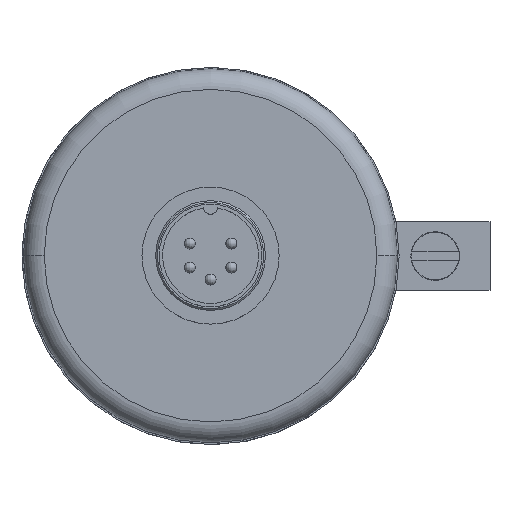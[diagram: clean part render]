
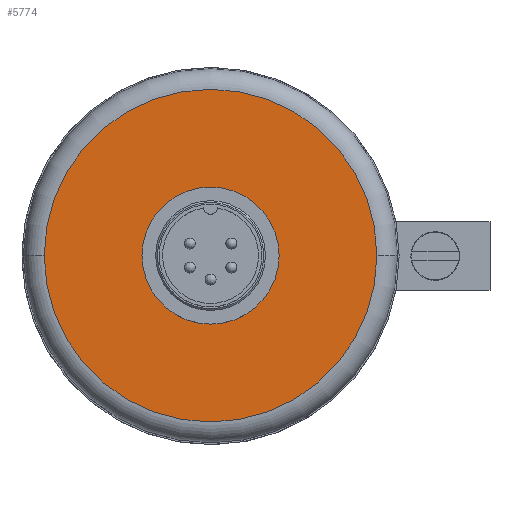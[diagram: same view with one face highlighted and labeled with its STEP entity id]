
A CAD part, top view. The second image highlights one B-rep face of the part: STEP entity #5774.
In plain terms, the highlighted planar face has unit normal (0, 0, 1).
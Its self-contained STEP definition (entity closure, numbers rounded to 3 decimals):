
#258 = CARTESIAN_POINT ( 'NONE',  ( 24.255, 0., 18.3 ) ) ;
#259 = CARTESIAN_POINT ( 'NONE',  ( -24.255, 0., 18.3 ) ) ;
#260 = DIRECTION ( 'NONE',  ( -1., 0., 0. ) ) ;
#296 = DIRECTION ( 'NONE',  ( 0., 0., -1. ) ) ;
#297 = CARTESIAN_POINT ( 'NONE',  ( 0., 0., 18.3 ) ) ;
#298 = AXIS2_PLACEMENT_3D ( 'NONE', #297, #296, #260 ) ;
#322 = CIRCLE ( 'NONE', #298, 24.255 ) ;
#425 = CARTESIAN_POINT ( 'NONE',  ( 9.05, 0., 18.3 ) ) ;
#426 = CARTESIAN_POINT ( 'NONE',  ( -1.373, -8.945, 18.3 ) ) ;
#427 = DIRECTION ( 'NONE',  ( 1., 0., 0. ) ) ;
#428 = DIRECTION ( 'NONE',  ( 0., 0., 1. ) ) ;
#429 = CARTESIAN_POINT ( 'NONE',  ( 0., 0., 18.3 ) ) ;
#430 = AXIS2_PLACEMENT_3D ( 'NONE', #429, #428, #427 ) ;
#431 = CIRCLE ( 'NONE', #430, 9.05 ) ;
#432 = CARTESIAN_POINT ( 'NONE',  ( -9.05, 0., 18.3 ) ) ;
#501 = CARTESIAN_POINT ( 'NONE',  ( 0., 0., 18.3 ) ) ;
#505 = AXIS2_PLACEMENT_3D ( 'NONE', #501, #512, #511 ) ;
#506 = CIRCLE ( 'NONE', #505, 9.05 ) ;
#511 = DIRECTION ( 'NONE',  ( 1., 0., 0. ) ) ;
#512 = DIRECTION ( 'NONE',  ( 0., 0., 1. ) ) ;
#859 = CARTESIAN_POINT ( 'NONE',  ( 1.373, -8.945, 18.3 ) ) ;
#860 = DIRECTION ( 'NONE',  ( 1., 0., 0. ) ) ;
#861 = DIRECTION ( 'NONE',  ( 0., 0., 1. ) ) ;
#862 = CARTESIAN_POINT ( 'NONE',  ( 0., 0., 18.3 ) ) ;
#863 = AXIS2_PLACEMENT_3D ( 'NONE', #862, #861, #860 ) ;
#868 = CIRCLE ( 'NONE', #863, 9.05 ) ;
#960 = DIRECTION ( 'NONE',  ( 1., 0., 0. ) ) ;
#961 = DIRECTION ( 'NONE',  ( 0., 0., 1. ) ) ;
#962 = CARTESIAN_POINT ( 'NONE',  ( 0., 0., 18.3 ) ) ;
#963 = AXIS2_PLACEMENT_3D ( 'NONE', #962, #961, #960 ) ;
#966 = PLANE ( 'NONE',  #963 ) ;
#979 = FACE_OUTER_BOUND ( 'NONE', #5243, .T. ) ;
#984 = FACE_BOUND ( 'NONE', #5768, .T. ) ;
#1024 = DIRECTION ( 'NONE',  ( 0., 0., -1. ) ) ;
#1025 = CARTESIAN_POINT ( 'NONE',  ( 0., 0., 18.3 ) ) ;
#1026 = AXIS2_PLACEMENT_3D ( 'NONE', #1025, #1024, #1075 ) ;
#1027 = CIRCLE ( 'NONE', #1026, 24.255 ) ;
#1075 = DIRECTION ( 'NONE',  ( -1., 0., 0. ) ) ;
#4298 = EDGE_CURVE ( 'NONE', #5538, #5752, #6078, .T. ) ;
#5243 = EDGE_LOOP ( 'NONE', ( #5256, #5280 ) ) ;
#5255 = ORIENTED_EDGE ( 'NONE', *, *, #5537, .F. ) ;
#5256 = ORIENTED_EDGE ( 'NONE', *, *, #5509, .F. ) ;
#5274 = ORIENTED_EDGE ( 'NONE', *, *, #5545, .F. ) ;
#5280 = ORIENTED_EDGE ( 'NONE', *, *, #5777, .F. ) ;
#5509 = EDGE_CURVE ( 'NONE', #5510, #5511, #322, .T. ) ;
#5510 = VERTEX_POINT ( 'NONE', #259 ) ;
#5511 = VERTEX_POINT ( 'NONE', #258 ) ;
#5535 = VERTEX_POINT ( 'NONE', #432 ) ;
#5537 = EDGE_CURVE ( 'NONE', #5535, #5538, #431, .T. ) ;
#5538 = VERTEX_POINT ( 'NONE', #426 ) ;
#5539 = VERTEX_POINT ( 'NONE', #425 ) ;
#5545 = EDGE_CURVE ( 'NONE', #5539, #5535, #506, .T. ) ;
#5751 = EDGE_CURVE ( 'NONE', #5752, #5539, #868, .T. ) ;
#5752 = VERTEX_POINT ( 'NONE', #859 ) ;
#5768 = EDGE_LOOP ( 'NONE', ( #5769, #5775, #5255, #5274 ) ) ;
#5769 = ORIENTED_EDGE ( 'NONE', *, *, #5751, .F. ) ;
#5774 = ADVANCED_FACE ( 'NONE', ( #984, #979 ), #966, .T. ) ;
#5775 = ORIENTED_EDGE ( 'NONE', *, *, #4298, .F. ) ;
#5777 = EDGE_CURVE ( 'NONE', #5511, #5510, #1027, .T. ) ;
#6074 = DIRECTION ( 'NONE',  ( 1., 0., 0. ) ) ;
#6075 = DIRECTION ( 'NONE',  ( 0., 0., -1. ) ) ;
#6076 = CARTESIAN_POINT ( 'NONE',  ( 0., -10.4, 18.3 ) ) ;
#6077 = AXIS2_PLACEMENT_3D ( 'NONE', #6076, #6075, #6074 ) ;
#6078 = CIRCLE ( 'NONE', #6077, 2. ) ;
